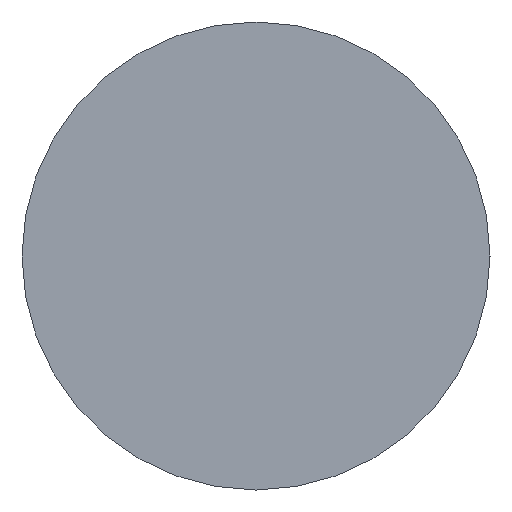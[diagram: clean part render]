
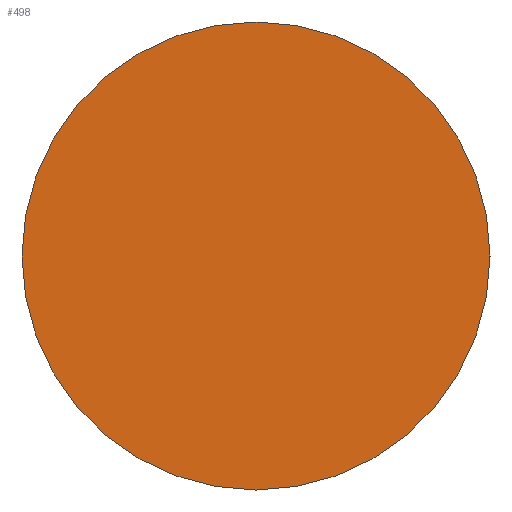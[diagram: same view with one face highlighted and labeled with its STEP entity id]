
A CAD part, left-side view. The second image highlights one B-rep face of the part: STEP entity #498.
In plain terms, the highlighted planar face has unit normal (-1, 0, 0).
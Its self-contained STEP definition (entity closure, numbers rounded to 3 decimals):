
#38 = VERTEX_POINT ( 'NONE', #420 ) ;
#63 = CARTESIAN_POINT ( 'NONE',  ( -53.031, 0., 0. ) ) ;
#76 = DIRECTION ( 'NONE',  ( -1., 0., 0. ) ) ;
#100 = FACE_OUTER_BOUND ( 'NONE', #524, .T. ) ;
#120 = AXIS2_PLACEMENT_3D ( 'NONE', #249, #372, #323 ) ;
#155 = AXIS2_PLACEMENT_3D ( 'NONE', #63, #168, #254 ) ;
#160 = EDGE_CURVE ( 'NONE', #38, #218, #391, .T. ) ;
#168 = DIRECTION ( 'NONE',  ( 1., 0., 0. ) ) ;
#176 = CARTESIAN_POINT ( 'NONE',  ( -53.031, 0., 0. ) ) ;
#218 = VERTEX_POINT ( 'NONE', #266 ) ;
#249 = CARTESIAN_POINT ( 'NONE',  ( -53.031, 0., 0. ) ) ;
#254 = DIRECTION ( 'NONE',  ( 0., 0., -1. ) ) ;
#266 = CARTESIAN_POINT ( 'NONE',  ( -53.031, 0., -8. ) ) ;
#283 = CIRCLE ( 'NONE', #120, 8. ) ;
#323 = DIRECTION ( 'NONE',  ( 0., 0., 1. ) ) ;
#338 = DIRECTION ( 'NONE',  ( 0., 0., 1. ) ) ;
#349 = ORIENTED_EDGE ( 'NONE', *, *, #414, .T. ) ;
#356 = ORIENTED_EDGE ( 'NONE', *, *, #160, .T. ) ;
#372 = DIRECTION ( 'NONE',  ( -1., 0., 0. ) ) ;
#391 = CIRCLE ( 'NONE', #448, 8. ) ;
#406 = PLANE ( 'NONE',  #155 ) ;
#414 = EDGE_CURVE ( 'NONE', #218, #38, #283, .T. ) ;
#420 = CARTESIAN_POINT ( 'NONE',  ( -53.031, 0., 8. ) ) ;
#448 = AXIS2_PLACEMENT_3D ( 'NONE', #176, #76, #338 ) ;
#498 = ADVANCED_FACE ( 'NONE', ( #100 ), #406, .F. ) ;
#524 = EDGE_LOOP ( 'NONE', ( #356, #349 ) ) ;
